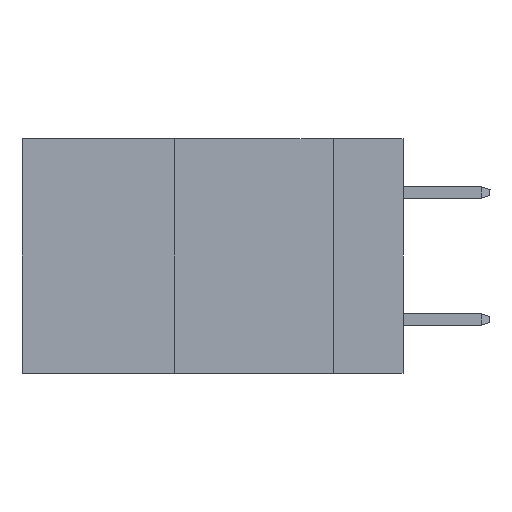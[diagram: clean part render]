
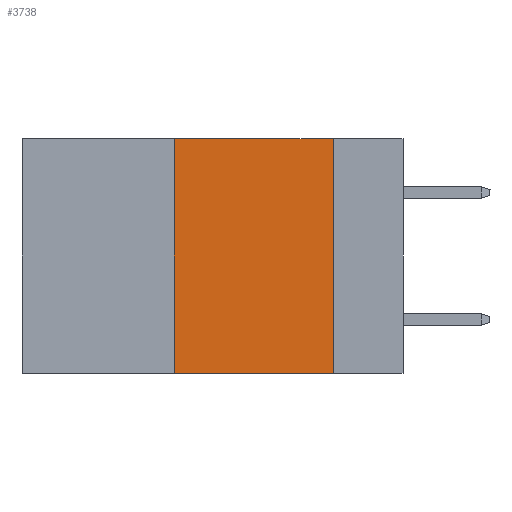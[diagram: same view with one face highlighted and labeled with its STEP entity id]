
A CAD part, left-side view. The second image highlights one B-rep face of the part: STEP entity #3738.
In plain terms, the highlighted planar face has unit normal (-1, 0, 0).
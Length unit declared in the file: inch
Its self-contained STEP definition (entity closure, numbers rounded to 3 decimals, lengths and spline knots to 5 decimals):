
#1228 = DIRECTION ( 'NONE',  ( 0., -1., 0. ) ) ;
#1253 = LINE ( 'NONE', #15129, #19893 ) ;
#1841 = EDGE_CURVE ( 'NONE', #10458, #7673, #7182, .T. ) ;
#2626 = VECTOR ( 'NONE', #8496, 39.37008 ) ;
#2794 = DIRECTION ( 'NONE',  ( 0., 0., 1. ) ) ;
#3738 = ADVANCED_FACE ( 'NONE', ( #20000 ), #7851, .F. ) ;
#6180 = AXIS2_PLACEMENT_3D ( 'NONE', #6308, #20099, #10697 ) ;
#6308 = CARTESIAN_POINT ( 'NONE',  ( 0., 0.6, 0. ) ) ;
#6434 = LINE ( 'NONE', #19117, #13479 ) ;
#6473 = ORIENTED_EDGE ( 'NONE', *, *, #7160, .F. ) ;
#6974 = LINE ( 'NONE', #14400, #2626 ) ;
#7160 = EDGE_CURVE ( 'NONE', #17097, #7673, #6434, .T. ) ;
#7182 = LINE ( 'NONE', #15201, #12142 ) ;
#7673 = VERTEX_POINT ( 'NONE', #13232 ) ;
#7813 = ORIENTED_EDGE ( 'NONE', *, *, #15769, .F. ) ;
#7851 = PLANE ( 'NONE',  #6180 ) ;
#8496 = DIRECTION ( 'NONE',  ( 0., -1., 0. ) ) ;
#8910 = CARTESIAN_POINT ( 'NONE',  ( 0., 0.36, 0. ) ) ;
#9563 = VERTEX_POINT ( 'NONE', #8910 ) ;
#9608 = CARTESIAN_POINT ( 'NONE',  ( 0., 0.36, -0.37 ) ) ;
#10458 = VERTEX_POINT ( 'NONE', #9608 ) ;
#10697 = DIRECTION ( 'NONE',  ( 0., 0., -1. ) ) ;
#11490 = CARTESIAN_POINT ( 'NONE',  ( 0., 0.11, 0. ) ) ;
#12142 = VECTOR ( 'NONE', #1228, 39.37008 ) ;
#12470 = DIRECTION ( 'NONE',  ( 0., 0., -1. ) ) ;
#13232 = CARTESIAN_POINT ( 'NONE',  ( 0., 0.11, -0.37 ) ) ;
#13479 = VECTOR ( 'NONE', #12470, 39.37008 ) ;
#14213 = EDGE_LOOP ( 'NONE', ( #6473, #7813, #19870, #17994 ) ) ;
#14400 = CARTESIAN_POINT ( 'NONE',  ( 0., 0.6, 0. ) ) ;
#15129 = CARTESIAN_POINT ( 'NONE',  ( 0., 0.36, 0. ) ) ;
#15201 = CARTESIAN_POINT ( 'NONE',  ( 0., 0.6, -0.37 ) ) ;
#15769 = EDGE_CURVE ( 'NONE', #9563, #17097, #6974, .T. ) ;
#17097 = VERTEX_POINT ( 'NONE', #11490 ) ;
#17369 = EDGE_CURVE ( 'NONE', #10458, #9563, #1253, .T. ) ;
#17994 = ORIENTED_EDGE ( 'NONE', *, *, #1841, .T. ) ;
#19117 = CARTESIAN_POINT ( 'NONE',  ( 0., 0.11, 0. ) ) ;
#19870 = ORIENTED_EDGE ( 'NONE', *, *, #17369, .F. ) ;
#19893 = VECTOR ( 'NONE', #2794, 39.37008 ) ;
#20000 = FACE_OUTER_BOUND ( 'NONE', #14213, .T. ) ;
#20099 = DIRECTION ( 'NONE',  ( 1., 0., 0. ) ) ;
